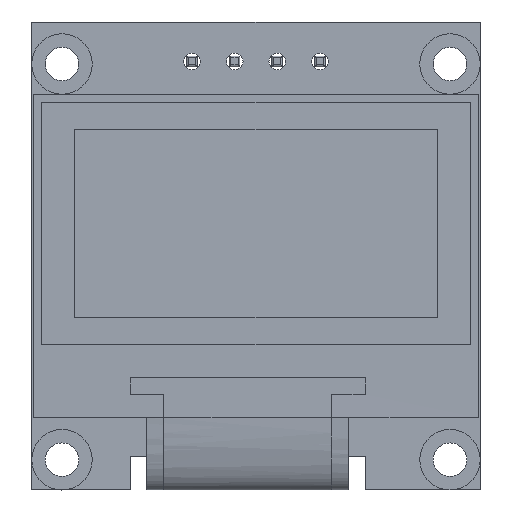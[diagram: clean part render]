
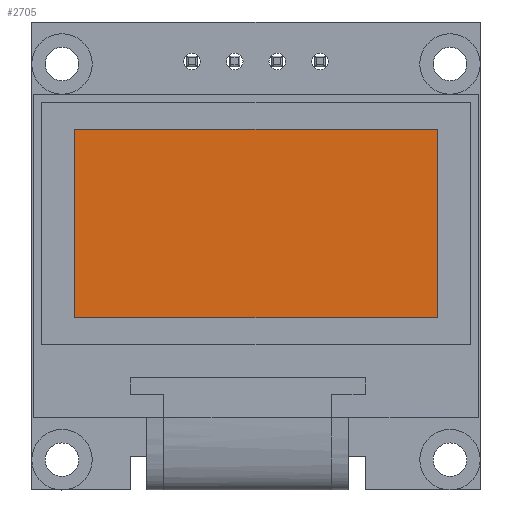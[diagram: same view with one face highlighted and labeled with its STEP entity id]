
A CAD part, top view. The second image highlights one B-rep face of the part: STEP entity #2705.
In plain terms, the highlighted planar face has unit normal (0, 0, 1).
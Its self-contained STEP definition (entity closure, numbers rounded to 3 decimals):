
#143 = VECTOR ( 'NONE', #3095, 1000. ) ;
#187 = CARTESIAN_POINT ( 'NONE',  ( -23.55, 3.166, 1.265 ) ) ;
#272 = EDGE_CURVE ( 'NONE', #1847, #810, #1966, .T. ) ;
#537 = CARTESIAN_POINT ( 'NONE',  ( -23.55, 3.166, 1.265 ) ) ;
#735 = EDGE_CURVE ( 'NONE', #810, #3068, #2666, .T. ) ;
#810 = VERTEX_POINT ( 'NONE', #3032 ) ;
#855 = ORIENTED_EDGE ( 'NONE', *, *, #2940, .T. ) ;
#862 = VECTOR ( 'NONE', #4065, 1000. ) ;
#1106 = LINE ( 'NONE', #3006, #3721 ) ;
#1135 = PLANE ( 'NONE',  #4341 ) ;
#1509 = EDGE_CURVE ( 'NONE', #2058, #1847, #3964, .T. ) ;
#1660 = DIRECTION ( 'NONE',  ( 1., 0., 0. ) ) ;
#1787 = ORIENTED_EDGE ( 'NONE', *, *, #272, .T. ) ;
#1847 = VERTEX_POINT ( 'NONE', #187 ) ;
#1966 = LINE ( 'NONE', #3049, #143 ) ;
#2058 = VERTEX_POINT ( 'NONE', #2149 ) ;
#2149 = CARTESIAN_POINT ( 'NONE',  ( -23.55, -8.054, 1.265 ) ) ;
#2256 = VECTOR ( 'NONE', #3548, 1000. ) ;
#2666 = LINE ( 'NONE', #3389, #862 ) ;
#2705 = ADVANCED_FACE ( 'NONE', ( #3029 ), #1135, .T. ) ;
#2868 = ORIENTED_EDGE ( 'NONE', *, *, #1509, .T. ) ;
#2940 = EDGE_CURVE ( 'NONE', #3068, #2058, #1106, .T. ) ;
#3006 = CARTESIAN_POINT ( 'NONE',  ( -45.11, -8.054, 1.265 ) ) ;
#3029 = FACE_OUTER_BOUND ( 'NONE', #4149, .T. ) ;
#3032 = CARTESIAN_POINT ( 'NONE',  ( -45.11, 3.166, 1.265 ) ) ;
#3049 = CARTESIAN_POINT ( 'NONE',  ( -45.11, 3.166, 1.265 ) ) ;
#3055 = ORIENTED_EDGE ( 'NONE', *, *, #735, .T. ) ;
#3068 = VERTEX_POINT ( 'NONE', #4051 ) ;
#3095 = DIRECTION ( 'NONE',  ( -1., 0., 0. ) ) ;
#3389 = CARTESIAN_POINT ( 'NONE',  ( -45.11, 3.166, 1.265 ) ) ;
#3518 = CARTESIAN_POINT ( 'NONE',  ( -34.33, -3.004, 1.265 ) ) ;
#3548 = DIRECTION ( 'NONE',  ( 0., 1., 0. ) ) ;
#3721 = VECTOR ( 'NONE', #1660, 1000. ) ;
#3860 = DIRECTION ( 'NONE',  ( 0., 0., 1. ) ) ;
#3964 = LINE ( 'NONE', #537, #2256 ) ;
#4051 = CARTESIAN_POINT ( 'NONE',  ( -45.11, -8.054, 1.265 ) ) ;
#4065 = DIRECTION ( 'NONE',  ( 0., -1., 0. ) ) ;
#4149 = EDGE_LOOP ( 'NONE', ( #2868, #1787, #3055, #855 ) ) ;
#4214 = DIRECTION ( 'NONE',  ( 1., 0., 0. ) ) ;
#4341 = AXIS2_PLACEMENT_3D ( 'NONE', #3518, #3860, #4214 ) ;
